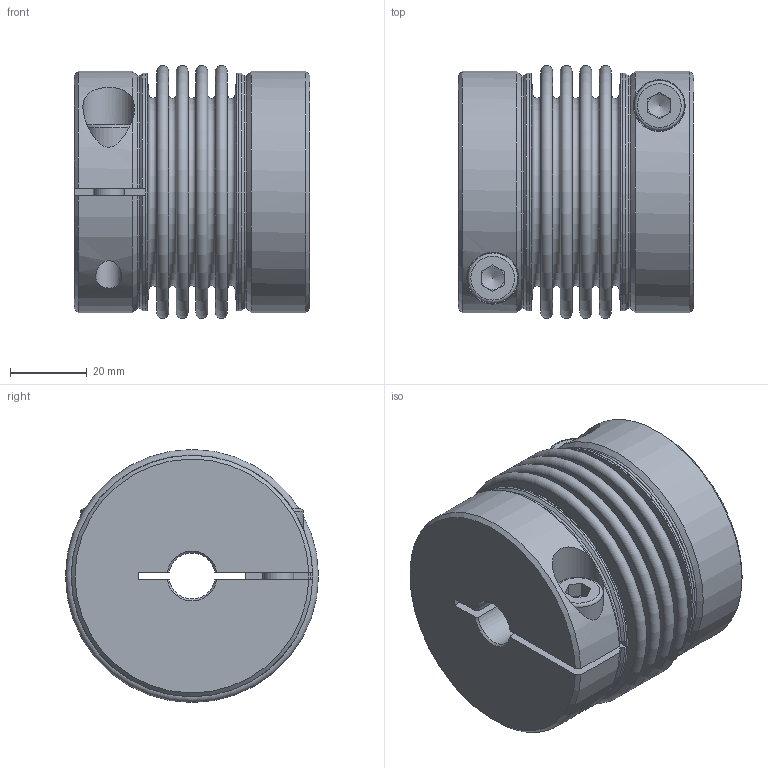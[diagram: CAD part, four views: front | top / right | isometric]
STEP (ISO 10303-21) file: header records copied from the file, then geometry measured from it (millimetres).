
FILE_DESCRIPTION( ( 'Unknown' ), '1' );
FILE_NAME( 'KG-VA 60 - 4W.stp', 'Unknown', ( 'Unknown' ), ( 'Unknown' ), 'PSStep 10.1', 'Unknown', ' ' );
FILE_SCHEMA( ( 'AUTOMOTIVE_DESIGN { 1 0 10303 214 1 1 1 1 }' ) );
Length unit declared in the file: millimetre
Products named in the file (3): kt103112
Bounding box: 61.44 x 66 x 66 mm (x, y, z)
Volume: 114013.9 mm3; surface area: 59419.3 mm2
Topology: 3 solids, 3 shells, 128 faces, 286 edges, 186 vertices
Faces by surface type: plane 64, torus 22, cylinder 22, cone 20
Full cylindrical faces by diameter (mm): 6.8 x2, 8 x2, 8.6 x2, 13 x2, 13.5 x2, 61 x2, 62 x2
Entity records: 4658 total; most frequent: CARTESIAN_POINT 871, DIRECTION 606, ORIENTED_EDGE 464, AXIS2_PLACEMENT_3D 253, EDGE_CURVE 232, EDGE_LOOP 196, VERTEX_POINT 174, FACE_OUTER_BOUND 162
